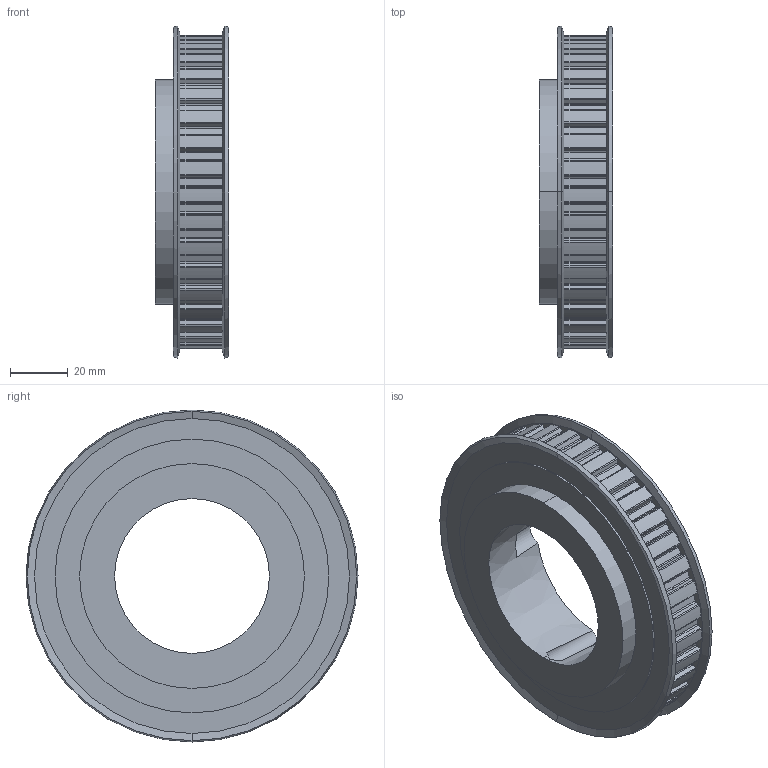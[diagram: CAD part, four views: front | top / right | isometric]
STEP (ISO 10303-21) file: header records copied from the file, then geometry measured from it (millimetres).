
FILE_DESCRIPTION (( 'STEP AP214' ), '1' );
FILE_NAME ('STL36L050AF-1610.step', '2019-07-31T14:29:00', ( '' ), ( '' ), 'SwSTEP 2.0', 'SolidWorks 2018', '' );
FILE_SCHEMA (( 'AUTOMOTIVE_DESIGN' ));
Length unit declared in the file: millimetre
Products named in the file (1): STL36L050AF-1610
Bounding box: 25.46 x 114.77 x 114.77 mm (x, y, z)
Volume: 140028.9 mm3; surface area: 50691.2 mm2
Topology: 4 solids, 4 shells, 359 faces, 1047 edges, 693 vertices
Faces by surface type: cylinder 223, plane 118, cone 18
Entity records: 12379 total; most frequent: DIRECTION 2220, CARTESIAN_POINT 2174, ORIENTED_EDGE 2086, EDGE_CURVE 1043, AXIS2_PLACEMENT_3D 829, VERTEX_POINT 693, LINE 562, VECTOR 562
